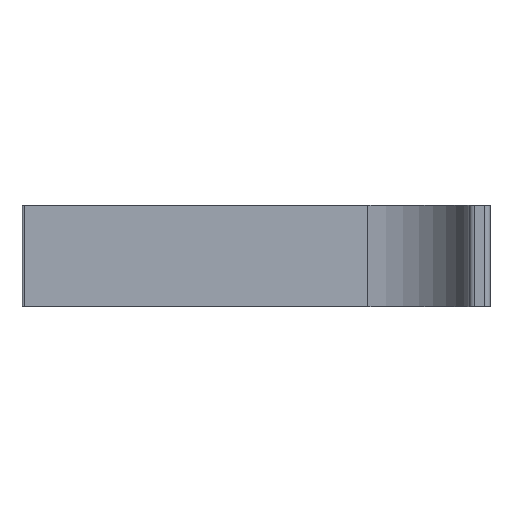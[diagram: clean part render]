
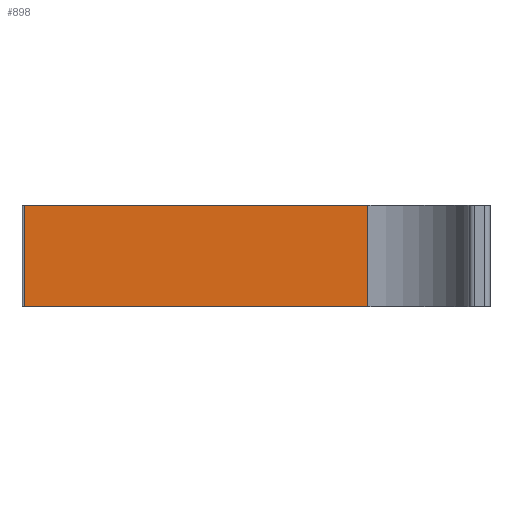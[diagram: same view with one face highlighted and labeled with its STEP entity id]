
A CAD part, front view. The second image highlights one B-rep face of the part: STEP entity #898.
In plain terms, the highlighted planar face has unit normal (0, -1, 0).
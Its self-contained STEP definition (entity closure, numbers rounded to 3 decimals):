
#21=PLANE('',#983);
#57=FACE_OUTER_BOUND('',#104,.T.);
#104=EDGE_LOOP('',(#731,#732,#733,#734));
#146=LINE('',#1314,#245);
#194=LINE('',#1465,#293);
#206=LINE('',#1492,#305);
#207=LINE('',#1494,#306);
#245=VECTOR('',#1043,33.8);
#293=VECTOR('',#1153,33.8);
#305=VECTOR('',#1185,10.);
#306=VECTOR('',#1188,10.);
#383=VERTEX_POINT('',#1311);
#384=VERTEX_POINT('',#1313);
#455=VERTEX_POINT('',#1462);
#456=VERTEX_POINT('',#1464);
#475=EDGE_CURVE('',#384,#383,#146,.T.);
#551=EDGE_CURVE('',#456,#455,#194,.T.);
#566=EDGE_CURVE('',#384,#455,#206,.T.);
#567=EDGE_CURVE('',#456,#383,#207,.T.);
#731=ORIENTED_EDGE('',*,*,#566,.F.);
#732=ORIENTED_EDGE('',*,*,#475,.T.);
#733=ORIENTED_EDGE('',*,*,#567,.F.);
#734=ORIENTED_EDGE('',*,*,#551,.T.);
#898=ADVANCED_FACE('',(#57),#21,.T.);
#983=AXIS2_PLACEMENT_3D('',#1493,#1186,#1187);
#1043=DIRECTION('',(1.,0.,0.));
#1153=DIRECTION('',(-1.,0.,0.));
#1185=DIRECTION('',(0.,0.,1.));
#1186=DIRECTION('center_axis',(0.,-1.,0.));
#1187=DIRECTION('ref_axis',(0.,0.,-1.));
#1188=DIRECTION('',(0.,0.,-1.));
#1311=CARTESIAN_POINT('',(11.,4.,-5.));
#1313=CARTESIAN_POINT('',(-22.8,4.,-5.));
#1314=CARTESIAN_POINT('',(-23.,4.,-5.));
#1462=CARTESIAN_POINT('',(-22.8,4.,5.));
#1464=CARTESIAN_POINT('',(11.,4.,5.));
#1465=CARTESIAN_POINT('',(-23.,4.,5.));
#1492=CARTESIAN_POINT('',(-22.8,4.,0.));
#1493=CARTESIAN_POINT('Origin',(21.,4.,0.));
#1494=CARTESIAN_POINT('',(11.,4.,0.));
